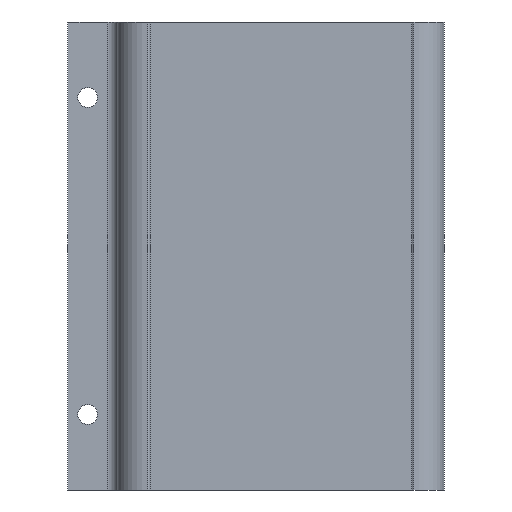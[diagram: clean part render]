
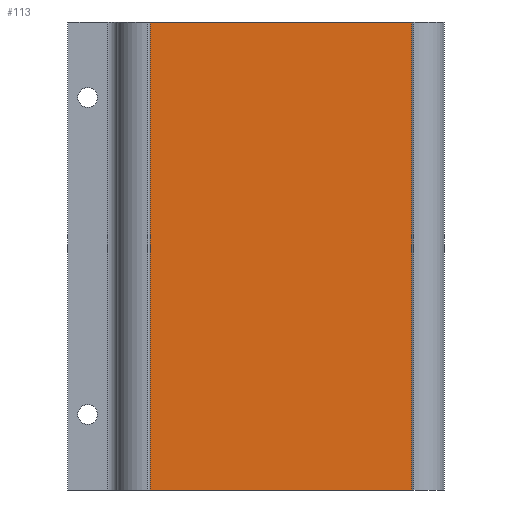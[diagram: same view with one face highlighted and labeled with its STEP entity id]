
A CAD part, left-side view. The second image highlights one B-rep face of the part: STEP entity #113.
In plain terms, the highlighted planar face has unit normal (-1, 0, 0).
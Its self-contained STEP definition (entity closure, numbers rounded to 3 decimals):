
#17 = VECTOR ( 'NONE', #713, 1000. ) ;
#42 = LINE ( 'NONE', #871, #706 ) ;
#80 = VECTOR ( 'NONE', #828, 1000. ) ;
#85 = ORIENTED_EDGE ( 'NONE', *, *, #914, .F. ) ;
#111 = DIRECTION ( 'NONE',  ( 0., -1., 0. ) ) ;
#113 = ADVANCED_FACE ( 'NONE', ( #1056 ), #308, .F. ) ;
#120 = CARTESIAN_POINT ( 'NONE',  ( 13.95, 26.9, 46.25 ) ) ;
#156 = AXIS2_PLACEMENT_3D ( 'NONE', #300, #630, #724 ) ;
#169 = VERTEX_POINT ( 'NONE', #1026 ) ;
#225 = VECTOR ( 'NONE', #111, 1000. ) ;
#249 = EDGE_CURVE ( 'NONE', #169, #567, #372, .T. ) ;
#300 = CARTESIAN_POINT ( 'NONE',  ( 13.95, -26.9, 46.25 ) ) ;
#308 = PLANE ( 'NONE',  #156 ) ;
#330 = CARTESIAN_POINT ( 'NONE',  ( 13.95, -26.9, -47.25 ) ) ;
#372 = LINE ( 'NONE', #942, #225 ) ;
#422 = VERTEX_POINT ( 'NONE', #330 ) ;
#492 = EDGE_CURVE ( 'NONE', #169, #572, #892, .T. ) ;
#548 = CARTESIAN_POINT ( 'NONE',  ( 13.95, 26.9, -47.25 ) ) ;
#567 = VERTEX_POINT ( 'NONE', #1061 ) ;
#572 = VERTEX_POINT ( 'NONE', #647 ) ;
#582 = EDGE_LOOP ( 'NONE', ( #947, #666, #85, #967 ) ) ;
#630 = DIRECTION ( 'NONE',  ( 1., 0., 0. ) ) ;
#647 = CARTESIAN_POINT ( 'NONE',  ( 13.95, 26.9, -47.25 ) ) ;
#666 = ORIENTED_EDGE ( 'NONE', *, *, #948, .T. ) ;
#706 = VECTOR ( 'NONE', #771, 1000. ) ;
#713 = DIRECTION ( 'NONE',  ( 0., 0., -1. ) ) ;
#724 = DIRECTION ( 'NONE',  ( 0., 1., 0. ) ) ;
#771 = DIRECTION ( 'NONE',  ( 0., 0., -1. ) ) ;
#828 = DIRECTION ( 'NONE',  ( 0., -1., 0. ) ) ;
#857 = LINE ( 'NONE', #548, #80 ) ;
#871 = CARTESIAN_POINT ( 'NONE',  ( 13.95, -26.9, 46.25 ) ) ;
#892 = LINE ( 'NONE', #120, #17 ) ;
#914 = EDGE_CURVE ( 'NONE', #567, #422, #42, .T. ) ;
#942 = CARTESIAN_POINT ( 'NONE',  ( 13.95, 26.9, 47.25 ) ) ;
#947 = ORIENTED_EDGE ( 'NONE', *, *, #492, .T. ) ;
#948 = EDGE_CURVE ( 'NONE', #572, #422, #857, .T. ) ;
#967 = ORIENTED_EDGE ( 'NONE', *, *, #249, .F. ) ;
#1026 = CARTESIAN_POINT ( 'NONE',  ( 13.95, 26.9, 47.25 ) ) ;
#1056 = FACE_OUTER_BOUND ( 'NONE', #582, .T. ) ;
#1061 = CARTESIAN_POINT ( 'NONE',  ( 13.95, -26.9, 47.25 ) ) ;
